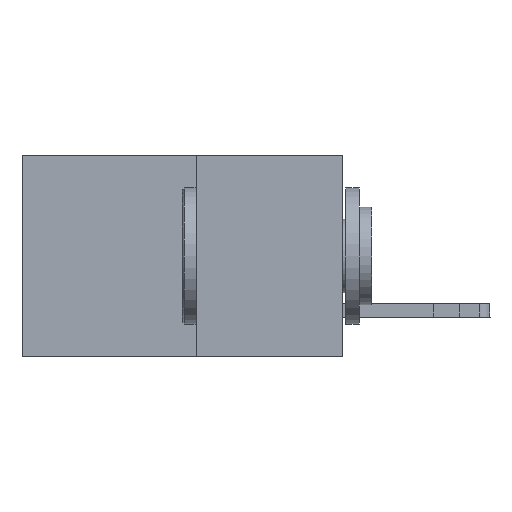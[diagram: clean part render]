
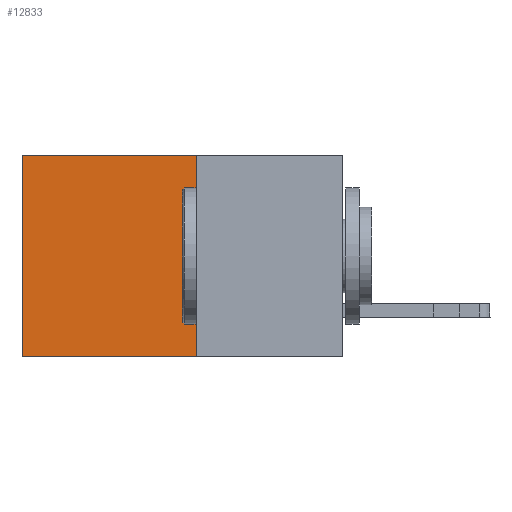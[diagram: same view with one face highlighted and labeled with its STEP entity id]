
A CAD part, left-side view. The second image highlights one B-rep face of the part: STEP entity #12833.
In plain terms, the highlighted planar face has unit normal (-1, 0, 0).
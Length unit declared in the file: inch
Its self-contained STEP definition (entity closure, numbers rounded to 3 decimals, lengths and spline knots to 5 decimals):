
#579 = CARTESIAN_POINT ( 'NONE',  ( 0.277, 0.27, -0.37 ) ) ;
#1721 = ORIENTED_EDGE ( 'NONE', *, *, #12955, .T. ) ;
#2049 = VECTOR ( 'NONE', #6549, 39.37008 ) ;
#2068 = LINE ( 'NONE', #6122, #5996 ) ;
#2407 = EDGE_LOOP ( 'NONE', ( #1721, #8718, #5736, #2911 ) ) ;
#2415 = LINE ( 'NONE', #7473, #2049 ) ;
#2797 = VECTOR ( 'NONE', #13056, 39.37008 ) ;
#2911 = ORIENTED_EDGE ( 'NONE', *, *, #7155, .T. ) ;
#3848 = CARTESIAN_POINT ( 'NONE',  ( 0.277, 0.59, -0.37 ) ) ;
#4787 = PLANE ( 'NONE',  #9611 ) ;
#4869 = CARTESIAN_POINT ( 'NONE',  ( 0.277, 0.27, 0. ) ) ;
#4910 = DIRECTION ( 'NONE',  ( 0., 0., -1. ) ) ;
#5401 = CARTESIAN_POINT ( 'NONE',  ( 0.277, 0.59, 0. ) ) ;
#5677 = FACE_OUTER_BOUND ( 'NONE', #2407, .T. ) ;
#5736 = ORIENTED_EDGE ( 'NONE', *, *, #9931, .F. ) ;
#5757 = LINE ( 'NONE', #4869, #2797 ) ;
#5996 = VECTOR ( 'NONE', #10164, 39.37008 ) ;
#6122 = CARTESIAN_POINT ( 'NONE',  ( 0.277, 0.59, -0.37 ) ) ;
#6549 = DIRECTION ( 'NONE',  ( 0., 0., -1. ) ) ;
#6627 = DIRECTION ( 'NONE',  ( 0., 1., 0. ) ) ;
#6734 = VERTEX_POINT ( 'NONE', #11873 ) ;
#6949 = EDGE_CURVE ( 'NONE', #6734, #8030, #10676, .T. ) ;
#7155 = EDGE_CURVE ( 'NONE', #7825, #8219, #5757, .T. ) ;
#7473 = CARTESIAN_POINT ( 'NONE',  ( 0.277, 0.27, -0.37 ) ) ;
#7825 = VERTEX_POINT ( 'NONE', #10310 ) ;
#8030 = VERTEX_POINT ( 'NONE', #3848 ) ;
#8219 = VERTEX_POINT ( 'NONE', #5401 ) ;
#8715 = DIRECTION ( 'NONE',  ( 1., 0., 0. ) ) ;
#8718 = ORIENTED_EDGE ( 'NONE', *, *, #6949, .F. ) ;
#8902 = CARTESIAN_POINT ( 'NONE',  ( 0.277, 0.27, -0.37 ) ) ;
#9578 = VECTOR ( 'NONE', #6627, 39.37008 ) ;
#9611 = AXIS2_PLACEMENT_3D ( 'NONE', #8902, #8715, #4910 ) ;
#9931 = EDGE_CURVE ( 'NONE', #7825, #6734, #2415, .T. ) ;
#10164 = DIRECTION ( 'NONE',  ( 0., 0., -1. ) ) ;
#10310 = CARTESIAN_POINT ( 'NONE',  ( 0.277, 0.27, 0. ) ) ;
#10676 = LINE ( 'NONE', #579, #9578 ) ;
#11873 = CARTESIAN_POINT ( 'NONE',  ( 0.277, 0.27, -0.37 ) ) ;
#12833 = ADVANCED_FACE ( 'NONE', ( #5677 ), #4787, .F. ) ;
#12955 = EDGE_CURVE ( 'NONE', #8219, #8030, #2068, .T. ) ;
#13056 = DIRECTION ( 'NONE',  ( 0., 1., 0. ) ) ;
